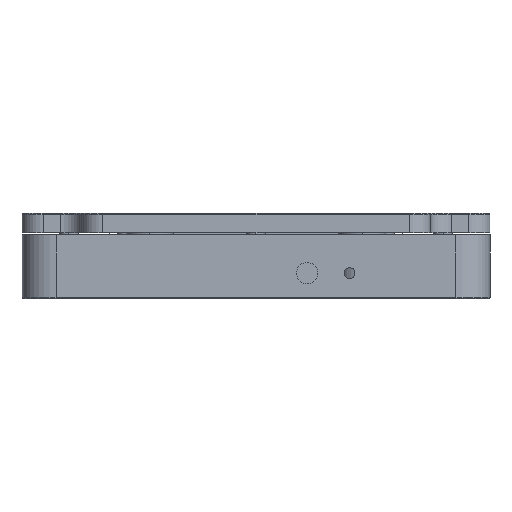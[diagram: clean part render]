
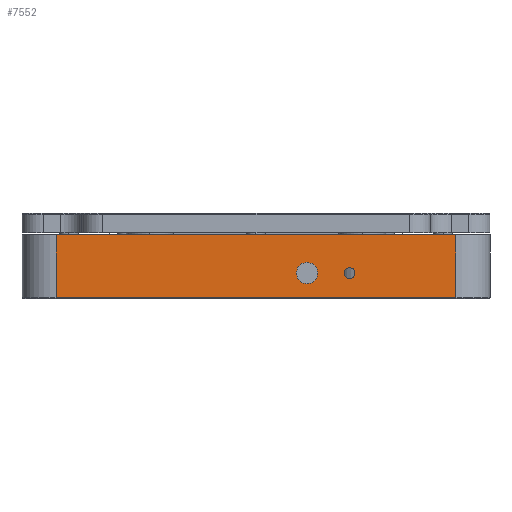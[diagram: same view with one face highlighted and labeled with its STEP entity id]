
A CAD part, left-side view. The second image highlights one B-rep face of the part: STEP entity #7552.
In plain terms, the highlighted planar face has unit normal (-1, 0, 0).
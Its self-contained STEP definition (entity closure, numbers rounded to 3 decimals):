
#58 = CARTESIAN_POINT ( 'NONE',  ( -80., -12., 6. ) ) ;
#374 = CARTESIAN_POINT ( 'NONE',  ( -80., -12., 3.5 ) ) ;
#488 = VECTOR ( 'NONE', #1071, 1000. ) ;
#719 = CIRCLE ( 'NONE', #17430, 2.5 ) ;
#1071 = DIRECTION ( 'NONE',  ( 0., -1., 0. ) ) ;
#1316 = EDGE_CURVE ( 'NONE', #4786, #18228, #8981, .T. ) ;
#1575 = DIRECTION ( 'NONE',  ( 0., 0., 1. ) ) ;
#1595 = DIRECTION ( 'NONE',  ( 0., 0., -1. ) ) ;
#1596 = DIRECTION ( 'NONE',  ( 1., 0., 0. ) ) ;
#1605 = CARTESIAN_POINT ( 'NONE',  ( -80., 55., 15. ) ) ;
#1661 = CIRCLE ( 'NONE', #11837, 2.5 ) ;
#1925 = PLANE ( 'NONE',  #9493 ) ;
#1958 = EDGE_CURVE ( 'NONE', #6592, #13471, #10807, .T. ) ;
#1962 = EDGE_CURVE ( 'NONE', #6592, #18232, #14636, .T. ) ;
#1997 = AXIS2_PLACEMENT_3D ( 'NONE', #11121, #2396, #12577 ) ;
#2000 = EDGE_LOOP ( 'NONE', ( #12965, #17865 ) ) ;
#2198 = LINE ( 'NONE', #6468, #12250 ) ;
#2272 = EDGE_CURVE ( 'NONE', #13471, #6038, #8568, .T. ) ;
#2396 = DIRECTION ( 'NONE',  ( -1., 0., 0. ) ) ;
#2440 = EDGE_CURVE ( 'NONE', #6038, #18232, #2198, .T. ) ;
#3743 = CARTESIAN_POINT ( 'NONE',  ( -80., 47., 0.2 ) ) ;
#3992 = ORIENTED_EDGE ( 'NONE', *, *, #1958, .T. ) ;
#4243 = CARTESIAN_POINT ( 'NONE',  ( -80., -12., 6. ) ) ;
#4358 = FACE_BOUND ( 'NONE', #2000, .T. ) ;
#4397 = ORIENTED_EDGE ( 'NONE', *, *, #2440, .T. ) ;
#4739 = ORIENTED_EDGE ( 'NONE', *, *, #1962, .F. ) ;
#4786 = VERTEX_POINT ( 'NONE', #6013 ) ;
#5743 = DIRECTION ( 'NONE',  ( 0., 0., 1. ) ) ;
#6013 = CARTESIAN_POINT ( 'NONE',  ( -80., -22., 4.75 ) ) ;
#6022 = DIRECTION ( 'NONE',  ( 0., 0., 1. ) ) ;
#6038 = VERTEX_POINT ( 'NONE', #9833 ) ;
#6144 = ORIENTED_EDGE ( 'NONE', *, *, #2272, .T. ) ;
#6389 = VERTEX_POINT ( 'NONE', #16024 ) ;
#6468 = CARTESIAN_POINT ( 'NONE',  ( -80., -47., 15. ) ) ;
#6589 = EDGE_LOOP ( 'NONE', ( #10470, #15106 ) ) ;
#6592 = VERTEX_POINT ( 'NONE', #13090 ) ;
#7448 = VECTOR ( 'NONE', #8057, 1000. ) ;
#7462 = DIRECTION ( 'NONE',  ( 0., 0., 1. ) ) ;
#7552 = ADVANCED_FACE ( 'NONE', ( #9021, #4358, #9853 ), #1925, .F. ) ;
#7702 = DIRECTION ( 'NONE',  ( 0., 0., -1. ) ) ;
#7820 = CARTESIAN_POINT ( 'NONE',  ( -80., 47., 15. ) ) ;
#7844 = CARTESIAN_POINT ( 'NONE',  ( -80., -22., 7.25 ) ) ;
#7995 = CARTESIAN_POINT ( 'NONE',  ( -80., 55., 15. ) ) ;
#8057 = DIRECTION ( 'NONE',  ( 0., -1., 0. ) ) ;
#8568 = LINE ( 'NONE', #8998, #488 ) ;
#8981 = CIRCLE ( 'NONE', #15643, 1.25 ) ;
#8998 = CARTESIAN_POINT ( 'NONE',  ( -80., 55., 0.2 ) ) ;
#9021 = FACE_BOUND ( 'NONE', #6589, .T. ) ;
#9493 = AXIS2_PLACEMENT_3D ( 'NONE', #1605, #1596, #1595 ) ;
#9833 = CARTESIAN_POINT ( 'NONE',  ( -80., -47., 0.2 ) ) ;
#9853 = FACE_OUTER_BOUND ( 'NONE', #15338, .T. ) ;
#10293 = DIRECTION ( 'NONE',  ( -1., 0., 0. ) ) ;
#10470 = ORIENTED_EDGE ( 'NONE', *, *, #18637, .F. ) ;
#10774 = CARTESIAN_POINT ( 'NONE',  ( -80., -47., 15. ) ) ;
#10807 = LINE ( 'NONE', #7820, #12163 ) ;
#11121 = CARTESIAN_POINT ( 'NONE',  ( -80., -22., 6. ) ) ;
#11837 = AXIS2_PLACEMENT_3D ( 'NONE', #58, #10293, #1575 ) ;
#12163 = VECTOR ( 'NONE', #7702, 1000. ) ;
#12250 = VECTOR ( 'NONE', #7462, 1000. ) ;
#12577 = DIRECTION ( 'NONE',  ( 0., 0., 1. ) ) ;
#12965 = ORIENTED_EDGE ( 'NONE', *, *, #16460, .F. ) ;
#13090 = CARTESIAN_POINT ( 'NONE',  ( -80., 47., 15. ) ) ;
#13471 = VERTEX_POINT ( 'NONE', #3743 ) ;
#14396 = DIRECTION ( 'NONE',  ( -1., 0., 0. ) ) ;
#14636 = LINE ( 'NONE', #7995, #7448 ) ;
#14676 = DIRECTION ( 'NONE',  ( -1., 0., 0. ) ) ;
#15106 = ORIENTED_EDGE ( 'NONE', *, *, #1316, .F. ) ;
#15258 = EDGE_CURVE ( 'NONE', #16677, #6389, #719, .T. ) ;
#15338 = EDGE_LOOP ( 'NONE', ( #3992, #6144, #4397, #4739 ) ) ;
#15643 = AXIS2_PLACEMENT_3D ( 'NONE', #16144, #14676, #6022 ) ;
#16024 = CARTESIAN_POINT ( 'NONE',  ( -80., -12., 8.5 ) ) ;
#16144 = CARTESIAN_POINT ( 'NONE',  ( -80., -22., 6. ) ) ;
#16270 = CIRCLE ( 'NONE', #1997, 1.25 ) ;
#16460 = EDGE_CURVE ( 'NONE', #6389, #16677, #1661, .T. ) ;
#16677 = VERTEX_POINT ( 'NONE', #374 ) ;
#17430 = AXIS2_PLACEMENT_3D ( 'NONE', #4243, #14396, #5743 ) ;
#17865 = ORIENTED_EDGE ( 'NONE', *, *, #15258, .F. ) ;
#18228 = VERTEX_POINT ( 'NONE', #7844 ) ;
#18232 = VERTEX_POINT ( 'NONE', #10774 ) ;
#18637 = EDGE_CURVE ( 'NONE', #18228, #4786, #16270, .T. ) ;
